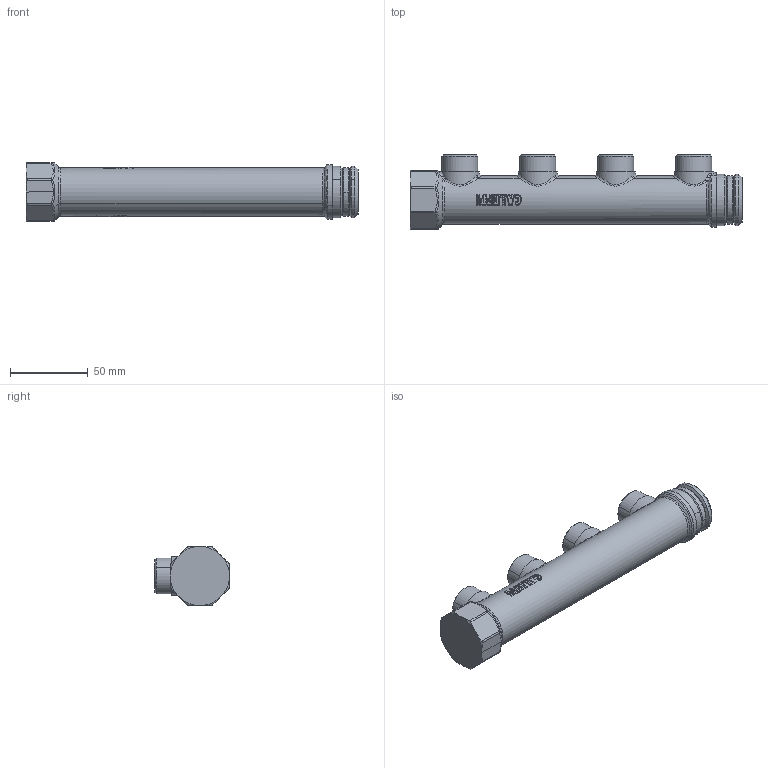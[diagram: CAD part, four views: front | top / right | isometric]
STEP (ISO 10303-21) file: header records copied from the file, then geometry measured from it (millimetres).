
FILE_DESCRIPTION(('CATIA V5 STEP Exchange'),'2;1');
FILE_NAME('STEP_350640_-_TST.stp','2018-02-26T14:51:11+00:00',('none'),('none'),'CATIA Version 5-6 Release 2016 SP4','CATIA V5 STEP AP203','none');
FILE_SCHEMA(('CONFIG_CONTROL_DESIGN'));
Length unit declared in the file: millimetre
Products named in the file (1): _3506400001_sw0001
Bounding box: 213 x 47.9 x 37.8 mm (x, y, z)
Surface area: 31051.2 mm2 (no closed solid volume)
Topology: 0 solids, 26 shells, 597 faces, 2128 edges, 1479 vertices
Faces by surface type: bspline 341, cylinder 106, plane 74, sphere 35, cone 34, torus 7
Entity records: 32931 total; most frequent: CARTESIAN_POINT 19885, ORIENTED_EDGE 3107, EDGE_CURVE 2093, DIRECTION 1507, VERTEX_POINT 1479, AXIS2_PLACEMENT_3D 968, CIRCLE 710, ADVANCED_FACE 597
